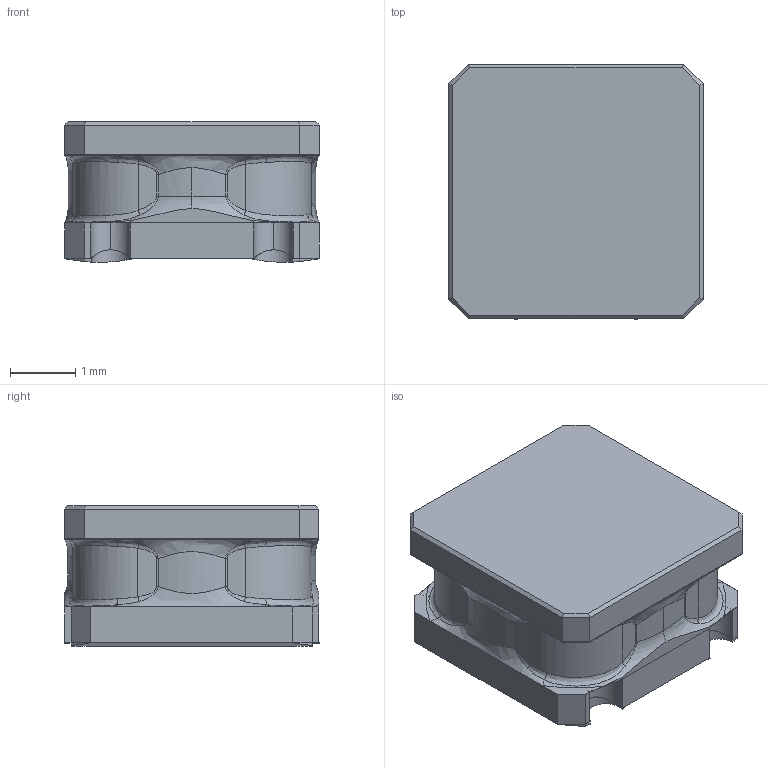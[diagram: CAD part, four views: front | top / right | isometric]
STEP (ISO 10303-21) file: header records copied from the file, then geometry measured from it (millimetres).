
FILE_DESCRIPTION(('FreeCAD Model'),'2;1');
FILE_NAME( 'INDP400400X250.step', '2016-09-30T14:38:38',('Author'),(''), 'Open CASCADE STEP processor 6.8','FreeCAD','Unknown');
FILE_SCHEMA(('AUTOMOTIVE_DESIGN_CC2 { 1 2 10303 214 -1 1 5 4 }'));
Length unit declared in the file: millimetre
Products named in the file (2): ASSEMBLY; INDP400400X250
Assembly tree (1 placements, depth 2):
  ASSEMBLY
    INDP400400X250
Bounding box: 3.9 x 3.91 x 2.15 mm (x, y, z)
Volume: 29 mm3; surface area: 77.4 mm2
Topology: 1 solids, 2 shells, 233 faces, 581 edges, 349 vertices
Faces by surface type: plane 136, bspline 46, cylinder 44, torus 7
Entity records: 30196 total; most frequent: CARTESIAN_POINT 18205, DIRECTION 1509, ORIENTED_EDGE 1162, PCURVE 1162, DEFINITIONAL_REPRESENTATION 1162, LINE 901, VECTOR 901, B_SPLINE_CURVE_WITH_KNOTS 678
